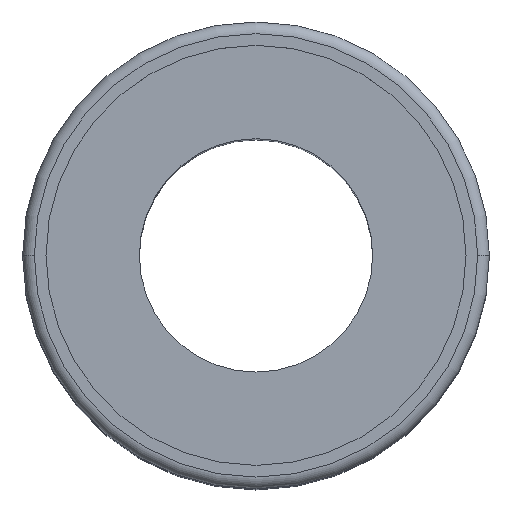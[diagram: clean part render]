
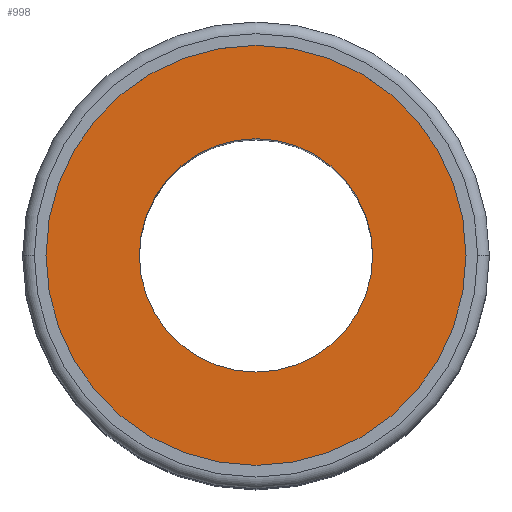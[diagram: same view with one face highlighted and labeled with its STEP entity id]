
A CAD part, top view. The second image highlights one B-rep face of the part: STEP entity #998.
In plain terms, the highlighted planar face has unit normal (0, 0, 1).
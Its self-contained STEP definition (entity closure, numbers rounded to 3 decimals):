
#41 = EDGE_CURVE ( 'NONE', #599, #600, #360, .T. ) ;
#51 = EDGE_CURVE ( 'NONE', #581, #582, #372, .T. ) ;
#82 = EDGE_CURVE ( 'NONE', #600, #599, #411, .T. ) ;
#83 = EDGE_CURVE ( 'NONE', #582, #581, #412, .T. ) ;
#92 = AXIS2_PLACEMENT_3D ( 'NONE', #623, #624, #625 ) ;
#95 = AXIS2_PLACEMENT_3D ( 'NONE', #650, #651, #652 ) ;
#119 = AXIS2_PLACEMENT_3D ( 'NONE', #727, #734, #735 ) ;
#120 = AXIS2_PLACEMENT_3D ( 'NONE', #730, #737, #738 ) ;
#177 = AXIS2_PLACEMENT_3D ( 'NONE', #909, #918, #919 ) ;
#285 = EDGE_LOOP ( 'NONE', ( #326, #327 ) ) ;
#286 = EDGE_LOOP ( 'NONE', ( #328, #329 ) ) ;
#326 = ORIENTED_EDGE ( 'NONE', *, *, #82, .F. ) ;
#327 = ORIENTED_EDGE ( 'NONE', *, *, #41, .F. ) ;
#328 = ORIENTED_EDGE ( 'NONE', *, *, #83, .T. ) ;
#329 = ORIENTED_EDGE ( 'NONE', *, *, #51, .T. ) ;
#360 = CIRCLE ( 'NONE', #92, 4. ) ;
#372 = CIRCLE ( 'NONE', #95, 7.199 ) ;
#411 = CIRCLE ( 'NONE', #119, 4. ) ;
#412 = CIRCLE ( 'NONE', #120, 7.199 ) ;
#487 = FACE_BOUND ( 'NONE', #285, .T. ) ;
#492 = FACE_OUTER_BOUND ( 'NONE', #286, .T. ) ;
#581 = VERTEX_POINT ( 'NONE', #780 ) ;
#582 = VERTEX_POINT ( 'NONE', #806 ) ;
#599 = VERTEX_POINT ( 'NONE', #823 ) ;
#600 = VERTEX_POINT ( 'NONE', #824 ) ;
#623 = CARTESIAN_POINT ( 'NONE',  ( 0., 0., 12.22 ) ) ;
#624 = DIRECTION ( 'NONE',  ( 0., 0., 1. ) ) ;
#625 = DIRECTION ( 'NONE',  ( 1., 0., 0. ) ) ;
#650 = CARTESIAN_POINT ( 'NONE',  ( 0., 0., 12.22 ) ) ;
#651 = DIRECTION ( 'NONE',  ( 0., 0., 1. ) ) ;
#652 = DIRECTION ( 'NONE',  ( 1., 0., 0. ) ) ;
#727 = CARTESIAN_POINT ( 'NONE',  ( 0., 0., 12.22 ) ) ;
#730 = CARTESIAN_POINT ( 'NONE',  ( 0., 0., 12.22 ) ) ;
#734 = DIRECTION ( 'NONE',  ( 0., 0., 1. ) ) ;
#735 = DIRECTION ( 'NONE',  ( 1., 0., 0. ) ) ;
#737 = DIRECTION ( 'NONE',  ( 0., 0., 1. ) ) ;
#738 = DIRECTION ( 'NONE',  ( 1., 0., 0. ) ) ;
#780 = CARTESIAN_POINT ( 'NONE',  ( -7.199, 0., 12.22 ) ) ;
#806 = CARTESIAN_POINT ( 'NONE',  ( 7.199, 0., 12.22 ) ) ;
#823 = CARTESIAN_POINT ( 'NONE',  ( -4., 0., 12.22 ) ) ;
#824 = CARTESIAN_POINT ( 'NONE',  ( 4., 0., 12.22 ) ) ;
#909 = CARTESIAN_POINT ( 'NONE',  ( 0., 4., 12.22 ) ) ;
#910 = PLANE ( 'NONE',  #177 ) ;
#918 = DIRECTION ( 'NONE',  ( 0., 0., -1. ) ) ;
#919 = DIRECTION ( 'NONE',  ( -1., 0., 0. ) ) ;
#998 = ADVANCED_FACE ( 'NONE', ( #487, #492 ), #910, .F. ) ;
